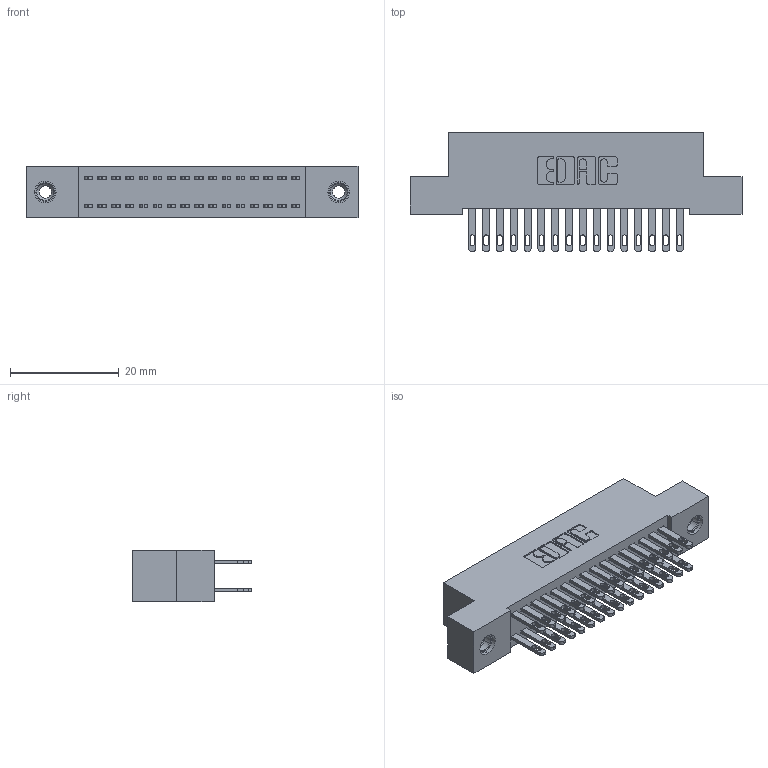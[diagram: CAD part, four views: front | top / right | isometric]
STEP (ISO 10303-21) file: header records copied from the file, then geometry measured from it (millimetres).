
FILE_DESCRIPTION (( 'STEP AP203' ), '1' );
FILE_NAME ('342-032-500-208.STEP', '2018-08-11T16:32:43', ( '' ), ( '' ), 'SwSTEP 2.0', 'SolidWorks 2016', '' );
FILE_SCHEMA (( 'CONFIG_CONTROL_DESIGN' ));
Length unit declared in the file: inch
Products named in the file (4): 345-250-001_345-250-003-102; 342-032-500-208; 342 Part_TI; 345-292-001_345-293-100
Assembly tree (35 placements, depth 2):
  342-032-500-208
    342 Part_TI
    345-292-001_345-293-100  x32
    345-250-001_345-250-003-102  x2
Bounding box: 60.96 x 21.85 x 9.4 mm (x, y, z)
Volume: 5446.3 mm3; surface area: 8541.2 mm2
Topology: 35 solids, 35 shells, 1706 faces, 5139 edges, 3418 vertices
Faces by surface type: plane 1058, cylinder 632, cone 12, torus 4
Entity records: 14640 total; most frequent: CARTESIAN_POINT 2437, ORIENTED_EDGE 2366, DIRECTION 2161, EDGE_CURVE 1183, VECTOR 1031, LINE 1031, VERTEX_POINT 784, AXIS2_PLACEMENT_3D 565
